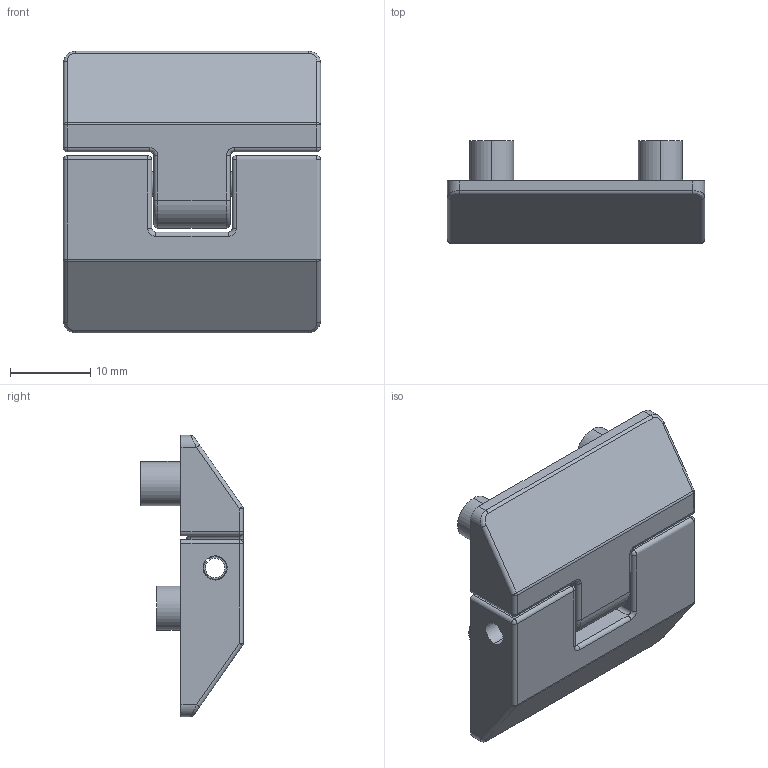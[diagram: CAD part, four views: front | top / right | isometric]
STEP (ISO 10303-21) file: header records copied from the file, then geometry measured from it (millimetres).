
FILE_DESCRIPTION (( 'STEP AP214' ), '1' );
FILE_NAME ('04000010.STEP', '2008-09-18T08:49:57', ( 'baramundi Management Suite Install User' ), ( 'ROSE Systemtechnik GmbH' ), 'SwSTEP 2.0', 'SolidWorks 2008', '' );
FILE_SCHEMA (( 'AUTOMOTIVE_DESIGN' ));
Length unit declared in the file: millimetre
Products named in the file (4): 12598_Standard; 83244_Standard; 12599_Standard; 04000010
Assembly tree (3 placements, depth 2):
  04000010
    12599_Standard
    83244_Standard
    12598_Standard
Bounding box: 32 x 12.75 x 35 mm (x, y, z)
Volume: 6512.6 mm3; surface area: 4870.7 mm2
Topology: 3 solids, 3 shells, 163 faces, 365 edges, 217 vertices
Faces by surface type: cylinder 76, plane 39, torus 22, sphere 13, bspline 9, cone 4
Entity records: 5883 total; most frequent: CARTESIAN_POINT 2085, DIRECTION 845, ORIENTED_EDGE 724, EDGE_CURVE 362, AXIS2_PLACEMENT_3D 351, VERTEX_POINT 217, CIRCLE 191, EDGE_LOOP 181
